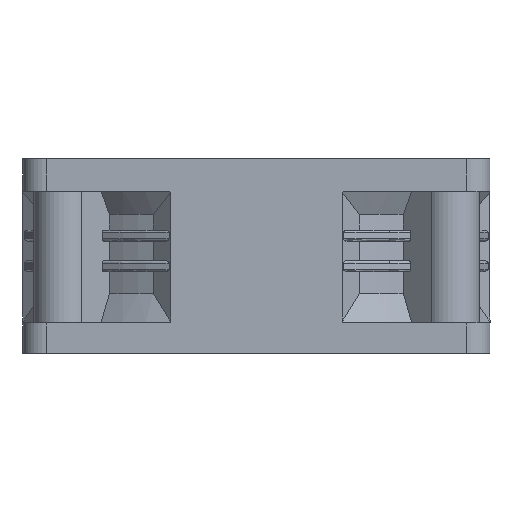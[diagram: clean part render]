
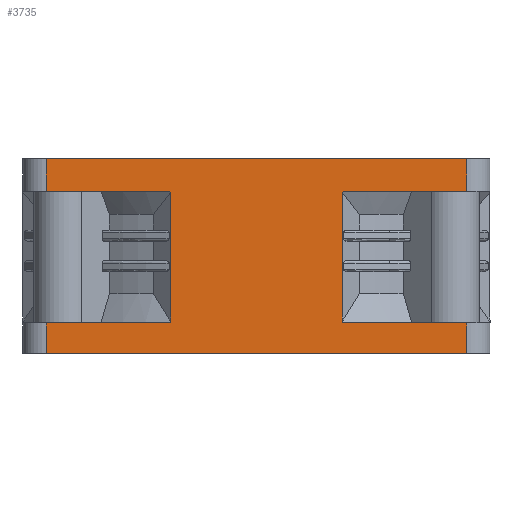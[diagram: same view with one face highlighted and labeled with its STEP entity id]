
A CAD part, left-side view. The second image highlights one B-rep face of the part: STEP entity #3735.
In plain terms, the highlighted planar face has unit normal (-1, 0, 0).
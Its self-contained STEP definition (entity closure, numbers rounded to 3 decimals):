
#9 = CARTESIAN_POINT ( 'NONE',  ( -29.999, -11.139, -4.2 ) ) ;
#358 = DIRECTION ( 'NONE',  ( 0., -1., 0. ) ) ;
#427 = LINE ( 'NONE', #1852, #5138 ) ;
#475 = CARTESIAN_POINT ( 'NONE',  ( -29.999, 26.999, -4.2 ) ) ;
#503 = CARTESIAN_POINT ( 'NONE',  ( -29.999, -11.139, -21.1 ) ) ;
#712 = LINE ( 'NONE', #7839, #4277 ) ;
#955 = DIRECTION ( 'NONE',  ( 0., 0., -1. ) ) ;
#986 = EDGE_CURVE ( 'NONE', #12064, #3101, #9734, .T. ) ;
#1002 = VECTOR ( 'NONE', #5947, 1000. ) ;
#1018 = VECTOR ( 'NONE', #9264, 1000. ) ;
#1069 = B_SPLINE_CURVE_WITH_KNOTS ( 'NONE', 3,
 ( #4312, #5233, #1557, #6197 ),
 .UNSPECIFIED., .F., .F.,
 ( 4, 4 ),
 ( 0., 0. ),
 .UNSPECIFIED. ) ;
#1312 = CARTESIAN_POINT ( 'NONE',  ( -29.999, -11.139, -21.1 ) ) ;
#1363 = PLANE ( 'NONE',  #7052 ) ;
#1366 = CARTESIAN_POINT ( 'NONE',  ( -29.999, 11., -4.295 ) ) ;
#1441 = CARTESIAN_POINT ( 'NONE',  ( -29.999, 26.999, -4.2 ) ) ;
#1557 = CARTESIAN_POINT ( 'NONE',  ( -29.999, 11.093, -21.06 ) ) ;
#1673 = EDGE_LOOP ( 'NONE', ( #7190, #10903, #4815, #1913, #3682, #9348, #11187, #4108, #9456, #12123, #4881, #7503, #4986, #2024, #3923, #11521 ) ) ;
#1709 = DIRECTION ( 'NONE',  ( 0., -1., 0. ) ) ;
#1852 = CARTESIAN_POINT ( 'NONE',  ( -29.999, 26.999, 0. ) ) ;
#1913 = ORIENTED_EDGE ( 'NONE', *, *, #5666, .T. ) ;
#1942 = EDGE_CURVE ( 'NONE', #11142, #10678, #4578, .T. ) ;
#2018 = EDGE_CURVE ( 'NONE', #3101, #10231, #2944, .T. ) ;
#2024 = ORIENTED_EDGE ( 'NONE', *, *, #2963, .T. ) ;
#2162 = EDGE_CURVE ( 'NONE', #11142, #11144, #5298, .T. ) ;
#2282 = CARTESIAN_POINT ( 'NONE',  ( -29.999, -11.046, -21.019 ) ) ;
#2467 = VERTEX_POINT ( 'NONE', #4962 ) ;
#2665 = EDGE_CURVE ( 'NONE', #5099, #10678, #9268, .T. ) ;
#2859 = CARTESIAN_POINT ( 'NONE',  ( -29.999, 11.139, -21.1 ) ) ;
#2944 = LINE ( 'NONE', #3222, #3106 ) ;
#2963 = EDGE_CURVE ( 'NONE', #3519, #8368, #712, .T. ) ;
#3101 = VERTEX_POINT ( 'NONE', #10103 ) ;
#3106 = VECTOR ( 'NONE', #7739, 1000. ) ;
#3120 = DIRECTION ( 'NONE',  ( 0., 0., -1. ) ) ;
#3134 = CARTESIAN_POINT ( 'NONE',  ( -29.999, 11.046, -4.263 ) ) ;
#3222 = CARTESIAN_POINT ( 'NONE',  ( -29.999, 11., 0. ) ) ;
#3252 = DIRECTION ( 'NONE',  ( -1., 0., 0. ) ) ;
#3419 = EDGE_CURVE ( 'NONE', #7292, #3519, #427, .T. ) ;
#3498 = EDGE_CURVE ( 'NONE', #7207, #10729, #12169, .T. ) ;
#3519 = VERTEX_POINT ( 'NONE', #10414 ) ;
#3638 = CARTESIAN_POINT ( 'NONE',  ( -29.999, 26.999, -25. ) ) ;
#3682 = ORIENTED_EDGE ( 'NONE', *, *, #2665, .T. ) ;
#3735 = ADVANCED_FACE ( 'NONE', ( #9723 ), #1363, .T. ) ;
#3782 = CARTESIAN_POINT ( 'NONE',  ( -29.999, -11.093, -4.232 ) ) ;
#3816 = VECTOR ( 'NONE', #1709, 1000. ) ;
#3923 = ORIENTED_EDGE ( 'NONE', *, *, #9171, .T. ) ;
#4108 = ORIENTED_EDGE ( 'NONE', *, *, #4965, .T. ) ;
#4110 = CARTESIAN_POINT ( 'NONE',  ( -29.999, 11.139, -4.2 ) ) ;
#4189 = EDGE_CURVE ( 'NONE', #6605, #2467, #6163, .T. ) ;
#4217 = VECTOR ( 'NONE', #4759, 1000. ) ;
#4264 = CARTESIAN_POINT ( 'NONE',  ( -29.999, -26.999, -21.1 ) ) ;
#4277 = VECTOR ( 'NONE', #3120, 1000. ) ;
#4312 = CARTESIAN_POINT ( 'NONE',  ( -29.999, 11., -20.979 ) ) ;
#4578 = LINE ( 'NONE', #10388, #8991 ) ;
#4754 = CARTESIAN_POINT ( 'NONE',  ( -29.999, -11., -4.295 ) ) ;
#4759 = DIRECTION ( 'NONE',  ( 0., 0., 1. ) ) ;
#4815 = ORIENTED_EDGE ( 'NONE', *, *, #4189, .T. ) ;
#4881 = ORIENTED_EDGE ( 'NONE', *, *, #11642, .T. ) ;
#4946 = DIRECTION ( 'NONE',  ( 0., 1., 0. ) ) ;
#4962 = CARTESIAN_POINT ( 'NONE',  ( -29.999, 26.999, -21.1 ) ) ;
#4965 = EDGE_CURVE ( 'NONE', #11144, #11253, #5925, .T. ) ;
#4986 = ORIENTED_EDGE ( 'NONE', *, *, #3419, .T. ) ;
#5099 = VERTEX_POINT ( 'NONE', #8038 ) ;
#5138 = VECTOR ( 'NONE', #7323, 1000. ) ;
#5212 = CARTESIAN_POINT ( 'NONE',  ( -29.999, 26.999, -21.1 ) ) ;
#5233 = CARTESIAN_POINT ( 'NONE',  ( -29.999, 11.046, -21.019 ) ) ;
#5298 = LINE ( 'NONE', #5212, #9569 ) ;
#5615 = CARTESIAN_POINT ( 'NONE',  ( -29.999, -26.999, 0. ) ) ;
#5666 = EDGE_CURVE ( 'NONE', #2467, #5099, #9065, .T. ) ;
#5925 = B_SPLINE_CURVE_WITH_KNOTS ( 'NONE', 3,
 ( #1312, #7804, #2282, #6035 ),
 .UNSPECIFIED., .F., .F.,
 ( 4, 4 ),
 ( 0., 0. ),
 .UNSPECIFIED. ) ;
#5947 = DIRECTION ( 'NONE',  ( 0., -1., 0. ) ) ;
#6015 = LINE ( 'NONE', #9791, #1002 ) ;
#6035 = CARTESIAN_POINT ( 'NONE',  ( -29.999, -11., -20.979 ) ) ;
#6163 = LINE ( 'NONE', #9688, #12074 ) ;
#6197 = CARTESIAN_POINT ( 'NONE',  ( -29.999, 11.139, -21.1 ) ) ;
#6236 = EDGE_CURVE ( 'NONE', #6764, #7292, #10405, .T. ) ;
#6385 = CARTESIAN_POINT ( 'NONE',  ( -29.999, -11., -20.979 ) ) ;
#6467 = DIRECTION ( 'NONE',  ( 0., 0., -1. ) ) ;
#6605 = VERTEX_POINT ( 'NONE', #2859 ) ;
#6764 = VERTEX_POINT ( 'NONE', #11227 ) ;
#7035 = CARTESIAN_POINT ( 'NONE',  ( -29.999, 11., -20.979 ) ) ;
#7052 = AXIS2_PLACEMENT_3D ( 'NONE', #9913, #3252, #11799 ) ;
#7082 = VECTOR ( 'NONE', #358, 1000. ) ;
#7190 = ORIENTED_EDGE ( 'NONE', *, *, #2018, .T. ) ;
#7207 = VERTEX_POINT ( 'NONE', #4754 ) ;
#7292 = VERTEX_POINT ( 'NONE', #5615 ) ;
#7323 = DIRECTION ( 'NONE',  ( 0., 1., 0. ) ) ;
#7503 = ORIENTED_EDGE ( 'NONE', *, *, #6236, .T. ) ;
#7739 = DIRECTION ( 'NONE',  ( 0., 0., -1. ) ) ;
#7804 = CARTESIAN_POINT ( 'NONE',  ( -29.999, -11.093, -21.06 ) ) ;
#7839 = CARTESIAN_POINT ( 'NONE',  ( -29.999, 26.999, 0. ) ) ;
#7973 = CARTESIAN_POINT ( 'NONE',  ( -29.999, -26.999, -25. ) ) ;
#8038 = CARTESIAN_POINT ( 'NONE',  ( -29.999, 26.999, -25. ) ) ;
#8368 = VERTEX_POINT ( 'NONE', #1441 ) ;
#8463 = CARTESIAN_POINT ( 'NONE',  ( -29.999, -26.999, 0. ) ) ;
#8747 = CARTESIAN_POINT ( 'NONE',  ( -29.999, 11.093, -4.232 ) ) ;
#8989 = LINE ( 'NONE', #475, #7082 ) ;
#8991 = VECTOR ( 'NONE', #955, 1000. ) ;
#9065 = LINE ( 'NONE', #10256, #9665 ) ;
#9171 = EDGE_CURVE ( 'NONE', #8368, #12064, #8989, .T. ) ;
#9264 = DIRECTION ( 'NONE',  ( 0., 0., 1. ) ) ;
#9268 = LINE ( 'NONE', #3638, #3816 ) ;
#9284 = EDGE_CURVE ( 'NONE', #10231, #6605, #1069, .T. ) ;
#9348 = ORIENTED_EDGE ( 'NONE', *, *, #1942, .F. ) ;
#9456 = ORIENTED_EDGE ( 'NONE', *, *, #11258, .T. ) ;
#9511 = CARTESIAN_POINT ( 'NONE',  ( -29.999, 11.139, -4.2 ) ) ;
#9569 = VECTOR ( 'NONE', #9928, 1000. ) ;
#9665 = VECTOR ( 'NONE', #6467, 1000. ) ;
#9688 = CARTESIAN_POINT ( 'NONE',  ( -29.999, 26.999, -21.1 ) ) ;
#9723 = FACE_OUTER_BOUND ( 'NONE', #1673, .T. ) ;
#9734 = B_SPLINE_CURVE_WITH_KNOTS ( 'NONE', 3,
 ( #4110, #8747, #3134, #1366 ),
 .UNSPECIFIED., .F., .F.,
 ( 4, 4 ),
 ( 0., 0. ),
 .UNSPECIFIED. ) ;
#9791 = CARTESIAN_POINT ( 'NONE',  ( -29.999, 26.999, -4.2 ) ) ;
#9913 = CARTESIAN_POINT ( 'NONE',  ( -29.999, 26.999, 0. ) ) ;
#9928 = DIRECTION ( 'NONE',  ( 0., 1., 0. ) ) ;
#10103 = CARTESIAN_POINT ( 'NONE',  ( -29.999, 11., -4.295 ) ) ;
#10139 = CARTESIAN_POINT ( 'NONE',  ( -29.999, -11., 0. ) ) ;
#10231 = VERTEX_POINT ( 'NONE', #7035 ) ;
#10256 = CARTESIAN_POINT ( 'NONE',  ( -29.999, 26.999, 0. ) ) ;
#10388 = CARTESIAN_POINT ( 'NONE',  ( -29.999, -26.999, 0. ) ) ;
#10405 = LINE ( 'NONE', #8463, #4217 ) ;
#10414 = CARTESIAN_POINT ( 'NONE',  ( -29.999, 26.999, 0. ) ) ;
#10525 = CARTESIAN_POINT ( 'NONE',  ( -29.999, -11., -4.295 ) ) ;
#10678 = VERTEX_POINT ( 'NONE', #7973 ) ;
#10729 = VERTEX_POINT ( 'NONE', #11963 ) ;
#10903 = ORIENTED_EDGE ( 'NONE', *, *, #9284, .T. ) ;
#11142 = VERTEX_POINT ( 'NONE', #4264 ) ;
#11144 = VERTEX_POINT ( 'NONE', #503 ) ;
#11187 = ORIENTED_EDGE ( 'NONE', *, *, #2162, .T. ) ;
#11227 = CARTESIAN_POINT ( 'NONE',  ( -29.999, -26.999, -4.2 ) ) ;
#11253 = VERTEX_POINT ( 'NONE', #6385 ) ;
#11258 = EDGE_CURVE ( 'NONE', #11253, #7207, #11632, .T. ) ;
#11461 = CARTESIAN_POINT ( 'NONE',  ( -29.999, -11.046, -4.263 ) ) ;
#11521 = ORIENTED_EDGE ( 'NONE', *, *, #986, .T. ) ;
#11632 = LINE ( 'NONE', #10139, #1018 ) ;
#11642 = EDGE_CURVE ( 'NONE', #10729, #6764, #6015, .T. ) ;
#11799 = DIRECTION ( 'NONE',  ( 0., 0., 1. ) ) ;
#11963 = CARTESIAN_POINT ( 'NONE',  ( -29.999, -11.139, -4.2 ) ) ;
#12064 = VERTEX_POINT ( 'NONE', #9511 ) ;
#12074 = VECTOR ( 'NONE', #4946, 1000. ) ;
#12123 = ORIENTED_EDGE ( 'NONE', *, *, #3498, .T. ) ;
#12169 = B_SPLINE_CURVE_WITH_KNOTS ( 'NONE', 3,
 ( #10525, #11461, #3782, #9 ),
 .UNSPECIFIED., .F., .F.,
 ( 4, 4 ),
 ( 0., 0. ),
 .UNSPECIFIED. ) ;
